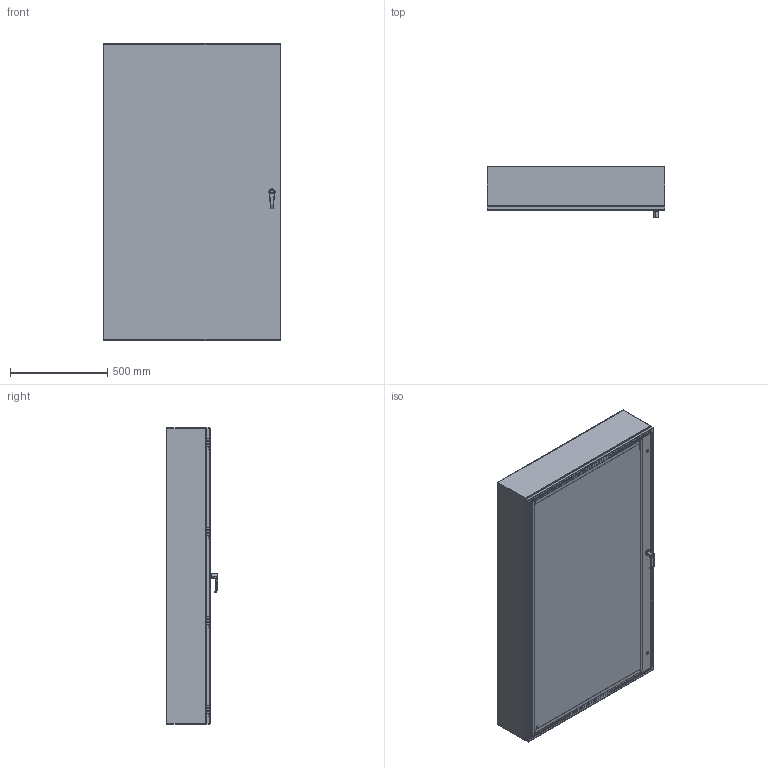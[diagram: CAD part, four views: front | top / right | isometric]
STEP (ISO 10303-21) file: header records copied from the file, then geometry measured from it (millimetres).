
FILE_DESCRIPTION (( 'STEP AP203' ), '1' );
FILE_NAME ('EN4SD60368LG_Default.step', '2019-11-14T21:04:15', ( '' ), ( '' ), 'SwSTEP 2.0', 'SolidWorks 2019', '' );
FILE_SCHEMA (( 'CONFIG_CONTROL_DESIGN' ));
Products named in the file (1): EN4SD60368LG_Default
Bounding box: 914.4 x 263.32 x 1524 mm (x, y, z)
Volume: 8151658.7 mm3; surface area: 9056327.7 mm2
Topology: 61 solids, 62 shells, 1731 faces, 4085 edges, 2536 vertices
Faces by surface type: plane 755, cylinder 644, bspline 237, torus 50, cone 45
Entity records: 88949 total; most frequent: CARTESIAN_POINT 50548, ORIENTED_EDGE 8102, DIRECTION 7655, EDGE_CURVE 4051, AXIS2_PLACEMENT_3D 2746, VERTEX_POINT 2536, LINE 2163, VECTOR 2163
